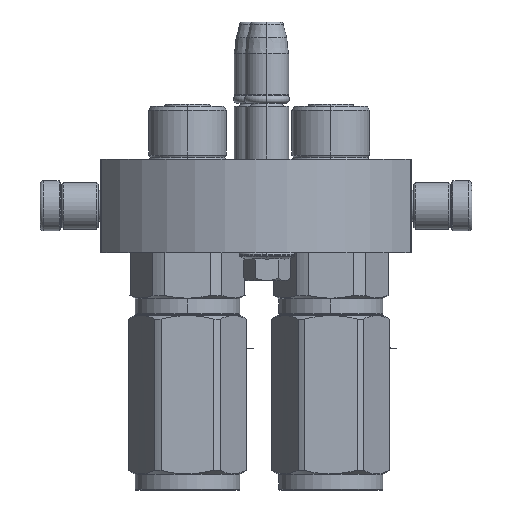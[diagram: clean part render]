
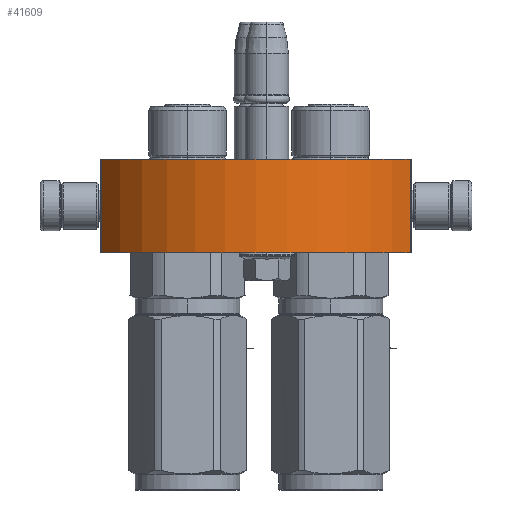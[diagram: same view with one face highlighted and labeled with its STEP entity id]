
A CAD part, left-side view. The second image highlights one B-rep face of the part: STEP entity #41609.
In plain terms, the highlighted cylindrical face has radius 57.25 mm (diameter 114.5 mm), a partial arc.
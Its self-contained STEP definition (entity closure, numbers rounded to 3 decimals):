
#881 = ORIENTED_EDGE ( 'NONE', *, *, #13508, .T. ) ;
#1731 = AXIS2_PLACEMENT_3D ( 'NONE', #4233, #3827, #33914 ) ;
#1746 = DIRECTION ( 'NONE',  ( 0.865, 0., -0.502 ) ) ;
#2387 = CARTESIAN_POINT ( 'NONE',  ( -49.5, 0., -28.763 ) ) ;
#2649 = CIRCLE ( 'NONE', #29922, 57.25 ) ;
#3108 = FACE_OUTER_BOUND ( 'NONE', #26759, .T. ) ;
#3777 = EDGE_CURVE ( 'NONE', #10383, #10376, #5283, .T. ) ;
#3827 = DIRECTION ( 'NONE',  ( 0., -1., 0. ) ) ;
#4233 = CARTESIAN_POINT ( 'NONE',  ( 0., 0., 0. ) ) ;
#4754 = VECTOR ( 'NONE', #12089, 1000. ) ;
#5283 = LINE ( 'NONE', #2387, #4754 ) ;
#9348 = DIRECTION ( 'NONE',  ( 0., 1., 0. ) ) ;
#10350 = CARTESIAN_POINT ( 'NONE',  ( 49.5, 30., -28.763 ) ) ;
#10376 = VERTEX_POINT ( 'NONE', #20808 ) ;
#10383 = VERTEX_POINT ( 'NONE', #14068 ) ;
#11267 = CARTESIAN_POINT ( 'NONE',  ( 49.5, 0., -28.763 ) ) ;
#12089 = DIRECTION ( 'NONE',  ( 0., 1., 0. ) ) ;
#12383 = VECTOR ( 'NONE', #26689, 1000. ) ;
#13508 = EDGE_CURVE ( 'NONE', #40659, #10383, #2649, .T. ) ;
#14068 = CARTESIAN_POINT ( 'NONE',  ( -49.5, 0., -28.763 ) ) ;
#17215 = CARTESIAN_POINT ( 'NONE',  ( 49.5, 0., -28.763 ) ) ;
#19287 = DIRECTION ( 'NONE',  ( 0.865, 0., -0.502 ) ) ;
#20060 = VERTEX_POINT ( 'NONE', #10350 ) ;
#20808 = CARTESIAN_POINT ( 'NONE',  ( -49.5, 30., -28.763 ) ) ;
#21168 = LINE ( 'NONE', #17215, #12383 ) ;
#21651 = DIRECTION ( 'NONE',  ( 0., 1., 0. ) ) ;
#24168 = EDGE_CURVE ( 'NONE', #40659, #20060, #21168, .T. ) ;
#24205 = ORIENTED_EDGE ( 'NONE', *, *, #24168, .F. ) ;
#24559 = ORIENTED_EDGE ( 'NONE', *, *, #3777, .T. ) ;
#26689 = DIRECTION ( 'NONE',  ( 0., 1., 0. ) ) ;
#26759 = EDGE_LOOP ( 'NONE', ( #35633, #24205, #881, #24559 ) ) ;
#27838 = CIRCLE ( 'NONE', #39399, 57.25 ) ;
#29922 = AXIS2_PLACEMENT_3D ( 'NONE', #32533, #9348, #19287 ) ;
#31183 = CARTESIAN_POINT ( 'NONE',  ( 0., 30., 0. ) ) ;
#32533 = CARTESIAN_POINT ( 'NONE',  ( 0., 0., 0. ) ) ;
#33914 = DIRECTION ( 'NONE',  ( 1., 0., 0. ) ) ;
#35633 = ORIENTED_EDGE ( 'NONE', *, *, #35766, .F. ) ;
#35766 = EDGE_CURVE ( 'NONE', #20060, #10376, #27838, .T. ) ;
#39399 = AXIS2_PLACEMENT_3D ( 'NONE', #31183, #21651, #1746 ) ;
#40659 = VERTEX_POINT ( 'NONE', #11267 ) ;
#41323 = CYLINDRICAL_SURFACE ( 'NONE', #1731, 57.25 ) ;
#41609 = ADVANCED_FACE ( 'NONE', ( #3108 ), #41323, .T. ) ;
